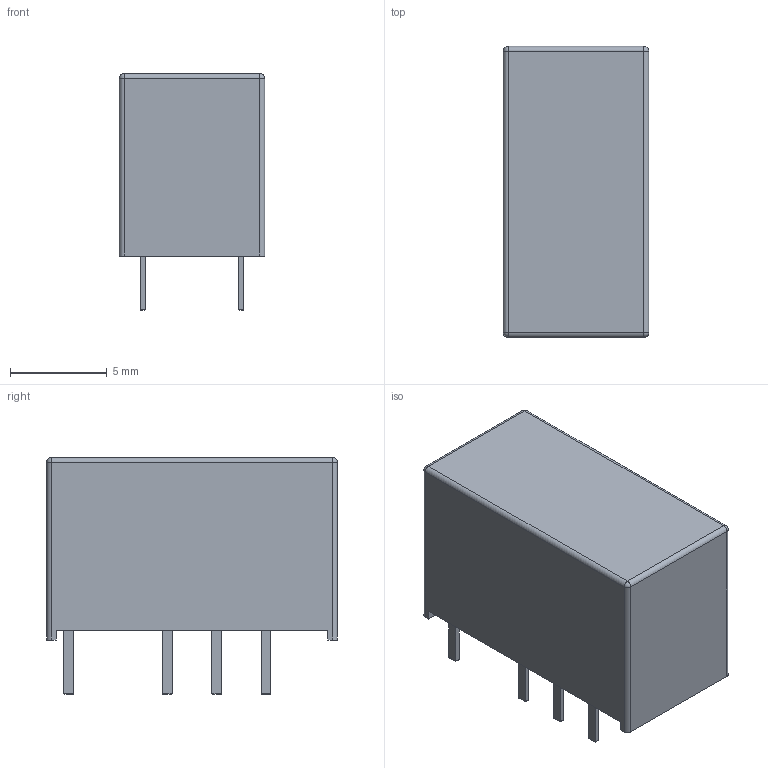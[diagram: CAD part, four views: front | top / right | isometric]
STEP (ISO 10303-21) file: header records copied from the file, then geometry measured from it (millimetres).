
FILE_DESCRIPTION(/* description */ ('model of Relay_DPDT_Kemet_EC2_NJ'),/* implementation_level */ '2;1');
FILE_NAME(/* name */ 'Relay_DPDT_Kemet_EC2_NJ.step',/* time_stamp */ '2024-10-16T00:42:40',/* author */ ('KiCAD','kicad'),/* organization */ ('OCCT'),/* preprocessor_version */ '',/* originating_system */ 'KiCAD',/* authorisation */ '');
FILE_SCHEMA(('AUTOMOTIVE_DESIGN { 1 0 10303 214 1 1 1 1 }'));
Length unit declared in the file: millimetre
Products named in the file (1): Relay_DPDT_Kemet_EC2_NJ
Bounding box: 7.5 x 15 x 12.2 mm (x, y, z)
Volume: 1007.2 mm3; surface area: 671.9 mm2
Topology: 1 solids, 1 shells, 94 faces, 212 edges, 124 vertices
Faces by surface type: plane 50, cylinder 40, sphere 4
Entity records: 3675 total; most frequent: DIRECTION 446, CARTESIAN_POINT 427, ORIENTED_EDGE 416, EDGE_CURVE 208, LINE 160, VECTOR 160, AXIS2_PLACEMENT_3D 143, PRESENTATION_STYLE_ASSIGNMENT 126
